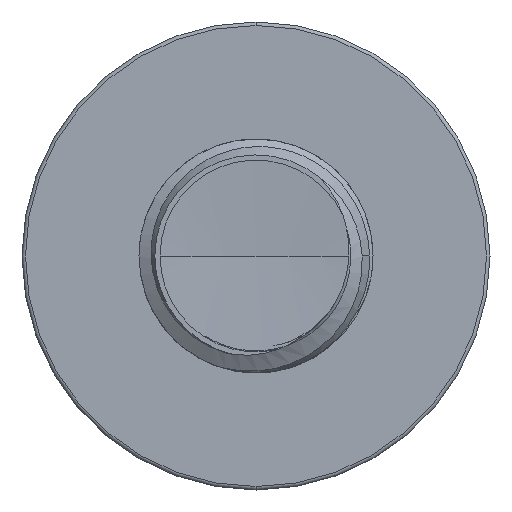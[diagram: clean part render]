
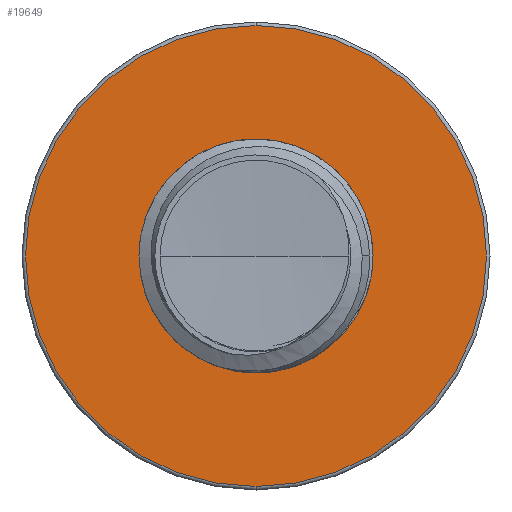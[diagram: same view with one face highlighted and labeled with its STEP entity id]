
A CAD part, front view. The second image highlights one B-rep face of the part: STEP entity #19649.
In plain terms, the highlighted planar face has unit normal (0, -1, 0).
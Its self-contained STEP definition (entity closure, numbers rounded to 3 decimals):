
#810 = ORIENTED_EDGE ( 'NONE', *, *, #15775, .F. ) ;
#1005 = EDGE_LOOP ( 'NONE', ( #13110, #19727 ) ) ;
#2488 = CARTESIAN_POINT ( 'NONE',  ( 0., 11., 0. ) ) ;
#4886 = DIRECTION ( 'NONE',  ( 0., 0., -1. ) ) ;
#7917 = CARTESIAN_POINT ( 'NONE',  ( 0., 11., 3.94 ) ) ;
#8738 = CIRCLE ( 'NONE', #17512, 3.94 ) ;
#9746 = CARTESIAN_POINT ( 'NONE',  ( 0., 11., -1.971 ) ) ;
#10792 = AXIS2_PLACEMENT_3D ( 'NONE', #25609, #25523, #25504 ) ;
#10996 = VERTEX_POINT ( 'NONE', #7917 ) ;
#11153 = FACE_BOUND ( 'NONE', #12579, .T. ) ;
#11271 = DIRECTION ( 'NONE',  ( 0., -1., 0. ) ) ;
#11470 = AXIS2_PLACEMENT_3D ( 'NONE', #2488, #19975, #4886 ) ;
#12579 = EDGE_LOOP ( 'NONE', ( #25518, #810 ) ) ;
#13044 = CARTESIAN_POINT ( 'NONE',  ( 0., 11., -3.94 ) ) ;
#13110 = ORIENTED_EDGE ( 'NONE', *, *, #20507, .T. ) ;
#13833 = CIRCLE ( 'NONE', #11470, 1.971 ) ;
#14133 = CARTESIAN_POINT ( 'NONE',  ( 0., 11., 1.971 ) ) ;
#15775 = EDGE_CURVE ( 'NONE', #21658, #22103, #28023, .T. ) ;
#17512 = AXIS2_PLACEMENT_3D ( 'NONE', #21745, #21718, #21712 ) ;
#19649 = ADVANCED_FACE ( 'NONE', ( #28822, #11153 ), #25901, .T. ) ;
#19727 = ORIENTED_EDGE ( 'NONE', *, *, #23997, .T. ) ;
#19975 = DIRECTION ( 'NONE',  ( 0., -1., 0. ) ) ;
#20507 = EDGE_CURVE ( 'NONE', #21694, #10996, #8738, .T. ) ;
#21658 = VERTEX_POINT ( 'NONE', #14133 ) ;
#21694 = VERTEX_POINT ( 'NONE', #13044 ) ;
#21712 = DIRECTION ( 'NONE',  ( 0., 0., -1. ) ) ;
#21718 = DIRECTION ( 'NONE',  ( 0., -1., 0. ) ) ;
#21745 = CARTESIAN_POINT ( 'NONE',  ( 0., 11., 0. ) ) ;
#22103 = VERTEX_POINT ( 'NONE', #9746 ) ;
#23286 = CIRCLE ( 'NONE', #23601, 3.94 ) ;
#23601 = AXIS2_PLACEMENT_3D ( 'NONE', #25410, #11271, #27260 ) ;
#23997 = EDGE_CURVE ( 'NONE', #10996, #21694, #23286, .T. ) ;
#25410 = CARTESIAN_POINT ( 'NONE',  ( 0., 11., 0. ) ) ;
#25504 = DIRECTION ( 'NONE',  ( 0., 0., -1. ) ) ;
#25518 = ORIENTED_EDGE ( 'NONE', *, *, #27449, .F. ) ;
#25523 = DIRECTION ( 'NONE',  ( 0., -1., 0. ) ) ;
#25609 = CARTESIAN_POINT ( 'NONE',  ( 0., 11., 1.971 ) ) ;
#25901 = PLANE ( 'NONE',  #10792 ) ;
#27260 = DIRECTION ( 'NONE',  ( 0., 0., -1. ) ) ;
#27449 = EDGE_CURVE ( 'NONE', #22103, #21658, #13833, .T. ) ;
#27793 = DIRECTION ( 'NONE',  ( 0., 0., -1. ) ) ;
#27817 = DIRECTION ( 'NONE',  ( 0., -1., 0. ) ) ;
#27820 = CARTESIAN_POINT ( 'NONE',  ( 0., 11., 0. ) ) ;
#28023 = CIRCLE ( 'NONE', #29234, 1.971 ) ;
#28822 = FACE_OUTER_BOUND ( 'NONE', #1005, .T. ) ;
#29234 = AXIS2_PLACEMENT_3D ( 'NONE', #27820, #27817, #27793 ) ;
